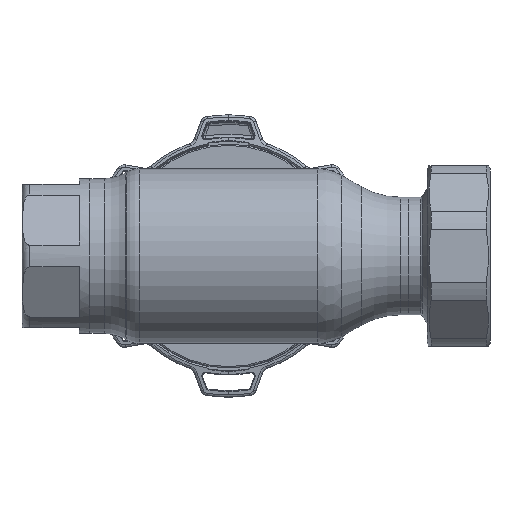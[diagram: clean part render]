
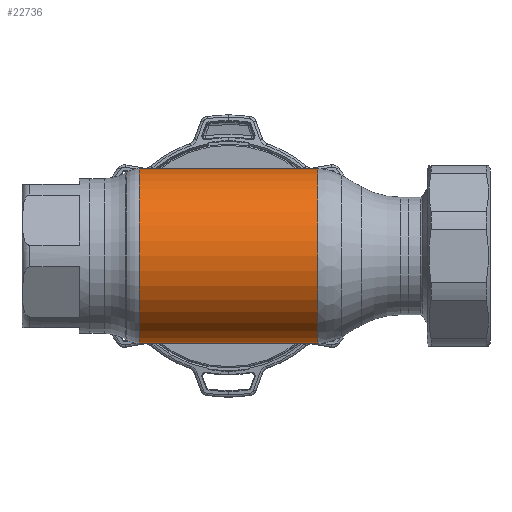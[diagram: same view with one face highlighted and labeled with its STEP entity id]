
A CAD part, front view. The second image highlights one B-rep face of the part: STEP entity #22736.
In plain terms, the highlighted cylindrical face has radius 33.34 mm (diameter 66.68 mm), a partial arc.
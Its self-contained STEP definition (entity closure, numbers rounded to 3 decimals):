
#338 = EDGE_CURVE ( 'NONE', #21801, #1576, #16559, .T. ) ;
#1043 = CARTESIAN_POINT ( 'NONE',  ( 34.177, 0., -33.34 ) ) ;
#1576 = VERTEX_POINT ( 'NONE', #17363 ) ;
#1765 = CYLINDRICAL_SURFACE ( 'NONE', #23951, 33.34 ) ;
#3118 = ORIENTED_EDGE ( 'NONE', *, *, #338, .T. ) ;
#3517 = AXIS2_PLACEMENT_3D ( 'NONE', #27821, #11829, #11650 ) ;
#5541 = ORIENTED_EDGE ( 'NONE', *, *, #10212, .F. ) ;
#7527 = ORIENTED_EDGE ( 'NONE', *, *, #7864, .F. ) ;
#7606 = EDGE_CURVE ( 'NONE', #1576, #27968, #8663, .T. ) ;
#7864 = EDGE_CURVE ( 'NONE', #10840, #27968, #34302, .T. ) ;
#8663 = LINE ( 'NONE', #18722, #11898 ) ;
#10182 = FACE_OUTER_BOUND ( 'NONE', #31168, .T. ) ;
#10212 = EDGE_CURVE ( 'NONE', #21801, #10840, #21830, .T. ) ;
#10725 = CARTESIAN_POINT ( 'NONE',  ( -34.177, 0., 0. ) ) ;
#10840 = VERTEX_POINT ( 'NONE', #25835 ) ;
#11060 = DIRECTION ( 'NONE',  ( 1., 0., 0. ) ) ;
#11650 = DIRECTION ( 'NONE',  ( 0., 0., -1. ) ) ;
#11829 = DIRECTION ( 'NONE',  ( 1., 0., 0. ) ) ;
#11898 = VECTOR ( 'NONE', #19403, 1000. ) ;
#12784 = DIRECTION ( 'NONE',  ( 1., 0., 0. ) ) ;
#13320 = DIRECTION ( 'NONE',  ( 0., 0., -1. ) ) ;
#15412 = AXIS2_PLACEMENT_3D ( 'NONE', #10725, #18849, #13320 ) ;
#16559 = CIRCLE ( 'NONE', #15412, 33.34 ) ;
#17363 = CARTESIAN_POINT ( 'NONE',  ( -34.177, 0., -33.34 ) ) ;
#18722 = CARTESIAN_POINT ( 'NONE',  ( 62.69, 0., -33.34 ) ) ;
#18778 = CARTESIAN_POINT ( 'NONE',  ( -34.177, 0., 33.34 ) ) ;
#18849 = DIRECTION ( 'NONE',  ( 1., 0., 0. ) ) ;
#19025 = CARTESIAN_POINT ( 'NONE',  ( 62.69, 0., 33.34 ) ) ;
#19403 = DIRECTION ( 'NONE',  ( 1., 0., 0. ) ) ;
#20746 = DIRECTION ( 'NONE',  ( 0., 0., -1. ) ) ;
#21801 = VERTEX_POINT ( 'NONE', #18778 ) ;
#21830 = LINE ( 'NONE', #19025, #25607 ) ;
#22736 = ADVANCED_FACE ( 'NONE', ( #10182 ), #1765, .T. ) ;
#23951 = AXIS2_PLACEMENT_3D ( 'NONE', #25966, #12784, #20746 ) ;
#25607 = VECTOR ( 'NONE', #11060, 1000. ) ;
#25835 = CARTESIAN_POINT ( 'NONE',  ( 34.177, 0., 33.34 ) ) ;
#25966 = CARTESIAN_POINT ( 'NONE',  ( 62.69, 0., 0. ) ) ;
#27821 = CARTESIAN_POINT ( 'NONE',  ( 34.177, 0., 0. ) ) ;
#27968 = VERTEX_POINT ( 'NONE', #1043 ) ;
#31168 = EDGE_LOOP ( 'NONE', ( #5541, #3118, #31372, #7527 ) ) ;
#31372 = ORIENTED_EDGE ( 'NONE', *, *, #7606, .T. ) ;
#34302 = CIRCLE ( 'NONE', #3517, 33.34 ) ;
